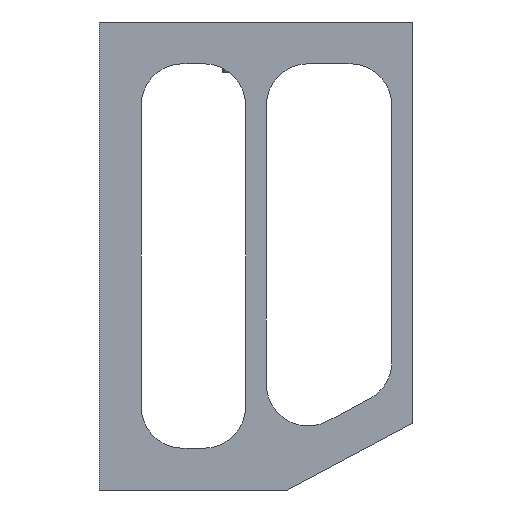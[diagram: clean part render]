
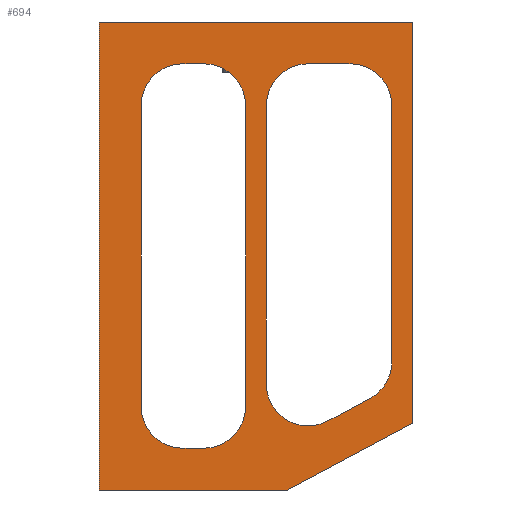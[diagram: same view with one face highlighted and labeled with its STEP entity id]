
A CAD part, front view. The second image highlights one B-rep face of the part: STEP entity #694.
In plain terms, the highlighted planar face has unit normal (0, -1, 0).
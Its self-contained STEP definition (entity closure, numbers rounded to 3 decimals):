
#1=DIRECTION('',(-0.882,0.,-0.471));
#2=VECTOR('',#1,34.);
#3=CARTESIAN_POINT('',(37.5,0.,-40.));
#4=LINE('',#3,#2);
#5=DIRECTION('',(1.,0.,0.));
#6=VECTOR('',#5,45.);
#7=CARTESIAN_POINT('',(-37.5,0.,-56.));
#8=LINE('',#7,#6);
#9=DIRECTION('',(0.,0.,-1.));
#10=VECTOR('',#9,112.);
#11=CARTESIAN_POINT('',(-37.5,0.,56.));
#12=LINE('',#11,#10);
#13=DIRECTION('',(-1.,0.,0.));
#14=VECTOR('',#13,75.);
#15=CARTESIAN_POINT('',(37.5,0.,56.));
#16=LINE('',#15,#14);
#17=DIRECTION('',(0.,0.,1.));
#18=VECTOR('',#17,96.);
#19=CARTESIAN_POINT('',(37.5,0.,-40.));
#20=LINE('',#19,#18);
#21=CARTESIAN_POINT('',(-17.5,0.,36.));
#22=DIRECTION('',(0.,-1.,0.));
#23=DIRECTION('',(0.,0.,1.));
#24=AXIS2_PLACEMENT_3D('',#21,#22,#23);
#26=DIRECTION('',(0.,0.,-1.));
#27=VECTOR('',#26,72.);
#28=CARTESIAN_POINT('',(-27.5,0.,36.));
#29=LINE('',#28,#27);
#30=CARTESIAN_POINT('',(-17.5,0.,-36.));
#31=DIRECTION('',(0.,-1.,0.));
#32=DIRECTION('',(-1.,0.,0.));
#33=AXIS2_PLACEMENT_3D('',#30,#31,#32);
#35=DIRECTION('',(1.,0.,0.));
#36=VECTOR('',#35,5.);
#37=CARTESIAN_POINT('',(-17.5,0.,-46.));
#38=LINE('',#37,#36);
#39=CARTESIAN_POINT('',(-12.5,0.,-36.));
#40=DIRECTION('',(0.,-1.,0.));
#41=DIRECTION('',(0.,0.,-1.));
#42=AXIS2_PLACEMENT_3D('',#39,#40,#41);
#44=DIRECTION('',(0.,0.,1.));
#45=VECTOR('',#44,72.);
#46=CARTESIAN_POINT('',(-2.5,0.,-36.));
#47=LINE('',#46,#45);
#48=CARTESIAN_POINT('',(-12.5,0.,36.));
#49=DIRECTION('',(0.,-1.,0.));
#50=DIRECTION('',(1.,0.,0.));
#51=AXIS2_PLACEMENT_3D('',#48,#49,#50);
#53=DIRECTION('',(-1.,0.,0.));
#54=VECTOR('',#53,5.);
#55=CARTESIAN_POINT('',(-12.5,0.,46.));
#56=LINE('',#55,#54);
#57=CARTESIAN_POINT('',(12.5,0.,36.));
#58=DIRECTION('',(0.,-1.,0.));
#59=DIRECTION('',(0.,0.,1.));
#60=AXIS2_PLACEMENT_3D('',#57,#58,#59);
#62=DIRECTION('',(0.,0.,-1.));
#63=VECTOR('',#62,66.663);
#64=CARTESIAN_POINT('',(2.5,0.,36.));
#65=LINE('',#64,#63);
#66=CARTESIAN_POINT('',(12.5,0.,-30.663));
#67=DIRECTION('',(0.,-1.,0.));
#68=DIRECTION('',(-1.,0.,0.));
#69=AXIS2_PLACEMENT_3D('',#66,#67,#68);
#71=DIRECTION('',(0.882,0.,0.471));
#72=VECTOR('',#71,11.333);
#73=CARTESIAN_POINT('',(17.206,0.,-39.487));
#74=LINE('',#73,#72);
#75=CARTESIAN_POINT('',(22.5,0.,-25.33));
#76=DIRECTION('',(0.,-1.,0.));
#77=DIRECTION('',(0.471,0.,-0.882));
#78=AXIS2_PLACEMENT_3D('',#75,#76,#77);
#80=DIRECTION('',(0.,0.,1.));
#81=VECTOR('',#80,61.33);
#82=CARTESIAN_POINT('',(32.5,0.,-25.33));
#83=LINE('',#82,#81);
#84=CARTESIAN_POINT('',(22.5,0.,36.));
#85=DIRECTION('',(0.,-1.,0.));
#86=DIRECTION('',(1.,0.,0.));
#87=AXIS2_PLACEMENT_3D('',#84,#85,#86);
#89=DIRECTION('',(-1.,0.,0.));
#90=VECTOR('',#89,10.);
#91=CARTESIAN_POINT('',(22.5,0.,46.));
#92=LINE('',#91,#90);
#509=CARTESIAN_POINT('',(37.5,0.,56.));
#510=CARTESIAN_POINT('',(-37.5,0.,56.));
#511=VERTEX_POINT('',#509);
#512=VERTEX_POINT('',#510);
#513=CARTESIAN_POINT('',(-37.5,0.,-56.));
#514=VERTEX_POINT('',#513);
#521=CARTESIAN_POINT('',(37.5,0.,-40.));
#522=CARTESIAN_POINT('',(7.5,0.,-56.));
#523=VERTEX_POINT('',#521);
#524=VERTEX_POINT('',#522);
#529=CARTESIAN_POINT('',(-17.5,0.,46.));
#530=CARTESIAN_POINT('',(-27.5,0.,36.));
#531=VERTEX_POINT('',#529);
#532=VERTEX_POINT('',#530);
#533=CARTESIAN_POINT('',(-27.5,0.,-36.));
#534=VERTEX_POINT('',#533);
#535=CARTESIAN_POINT('',(-17.5,0.,-46.));
#536=VERTEX_POINT('',#535);
#537=CARTESIAN_POINT('',(-12.5,0.,-46.));
#538=VERTEX_POINT('',#537);
#539=CARTESIAN_POINT('',(-2.5,0.,-36.));
#540=VERTEX_POINT('',#539);
#541=CARTESIAN_POINT('',(-2.5,0.,36.));
#542=VERTEX_POINT('',#541);
#543=CARTESIAN_POINT('',(-12.5,0.,46.));
#544=VERTEX_POINT('',#543);
#545=CARTESIAN_POINT('',(12.5,0.,46.));
#546=CARTESIAN_POINT('',(2.5,0.,36.));
#547=VERTEX_POINT('',#545);
#548=VERTEX_POINT('',#546);
#549=CARTESIAN_POINT('',(2.5,0.,-30.663));
#550=VERTEX_POINT('',#549);
#551=CARTESIAN_POINT('',(17.206,0.,-39.487));
#552=VERTEX_POINT('',#551);
#553=CARTESIAN_POINT('',(27.206,0.,-34.154));
#554=VERTEX_POINT('',#553);
#555=CARTESIAN_POINT('',(32.5,0.,-25.33));
#556=VERTEX_POINT('',#555);
#557=CARTESIAN_POINT('',(32.5,0.,36.));
#558=VERTEX_POINT('',#557);
#559=CARTESIAN_POINT('',(22.5,0.,46.));
#560=VERTEX_POINT('',#559);
#641=CARTESIAN_POINT('',(0.,0.,0.));
#642=DIRECTION('',(0.,-1.,0.));
#643=DIRECTION('',(1.,0.,0.));
#644=AXIS2_PLACEMENT_3D('',#641,#642,#643);
#645=PLANE('',#644);
#647=ORIENTED_EDGE('',*,*,#646,.T.);
#649=ORIENTED_EDGE('',*,*,#648,.F.);
#651=ORIENTED_EDGE('',*,*,#650,.F.);
#653=ORIENTED_EDGE('',*,*,#652,.F.);
#655=ORIENTED_EDGE('',*,*,#654,.F.);
#656=EDGE_LOOP('',(#647,#649,#651,#653,#655));
#657=FACE_OUTER_BOUND('',#656,.F.);
#659=ORIENTED_EDGE('',*,*,#658,.T.);
#661=ORIENTED_EDGE('',*,*,#660,.T.);
#663=ORIENTED_EDGE('',*,*,#662,.T.);
#665=ORIENTED_EDGE('',*,*,#664,.T.);
#667=ORIENTED_EDGE('',*,*,#666,.T.);
#669=ORIENTED_EDGE('',*,*,#668,.T.);
#671=ORIENTED_EDGE('',*,*,#670,.T.);
#673=ORIENTED_EDGE('',*,*,#672,.T.);
#674=EDGE_LOOP('',(#659,#661,#663,#665,#667,#669,#671,#673));
#675=FACE_BOUND('',#674,.F.);
#677=ORIENTED_EDGE('',*,*,#676,.T.);
#679=ORIENTED_EDGE('',*,*,#678,.T.);
#681=ORIENTED_EDGE('',*,*,#680,.T.);
#683=ORIENTED_EDGE('',*,*,#682,.T.);
#685=ORIENTED_EDGE('',*,*,#684,.T.);
#687=ORIENTED_EDGE('',*,*,#686,.T.);
#689=ORIENTED_EDGE('',*,*,#688,.T.);
#691=ORIENTED_EDGE('',*,*,#690,.T.);
#692=EDGE_LOOP('',(#677,#679,#681,#683,#685,#687,#689,#691));
#693=FACE_BOUND('',#692,.F.);
#694=ADVANCED_FACE('',(#657,#675,#693),#645,.T.);
#25=CIRCLE('',#24,10.);
#34=CIRCLE('',#33,10.);
#43=CIRCLE('',#42,10.);
#52=CIRCLE('',#51,10.);
#61=CIRCLE('',#60,10.);
#70=CIRCLE('',#69,10.);
#79=CIRCLE('',#78,10.);
#88=CIRCLE('',#87,10.);
#646=EDGE_CURVE('',#523,#524,#4,.T.);
#648=EDGE_CURVE('',#514,#524,#8,.T.);
#650=EDGE_CURVE('',#512,#514,#12,.T.);
#652=EDGE_CURVE('',#511,#512,#16,.T.);
#654=EDGE_CURVE('',#523,#511,#20,.T.);
#658=EDGE_CURVE('',#531,#532,#25,.T.);
#660=EDGE_CURVE('',#532,#534,#29,.T.);
#662=EDGE_CURVE('',#534,#536,#34,.T.);
#664=EDGE_CURVE('',#536,#538,#38,.T.);
#666=EDGE_CURVE('',#538,#540,#43,.T.);
#668=EDGE_CURVE('',#540,#542,#47,.T.);
#670=EDGE_CURVE('',#542,#544,#52,.T.);
#672=EDGE_CURVE('',#544,#531,#56,.T.);
#676=EDGE_CURVE('',#547,#548,#61,.T.);
#678=EDGE_CURVE('',#548,#550,#65,.T.);
#680=EDGE_CURVE('',#550,#552,#70,.T.);
#682=EDGE_CURVE('',#552,#554,#74,.T.);
#684=EDGE_CURVE('',#554,#556,#79,.T.);
#686=EDGE_CURVE('',#556,#558,#83,.T.);
#688=EDGE_CURVE('',#558,#560,#88,.T.);
#690=EDGE_CURVE('',#560,#547,#92,.T.);
